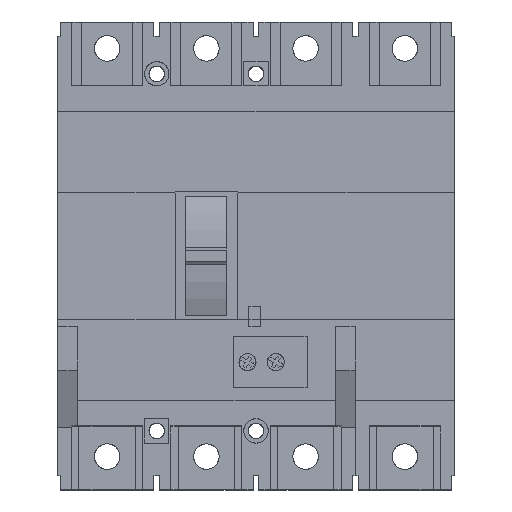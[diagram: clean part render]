
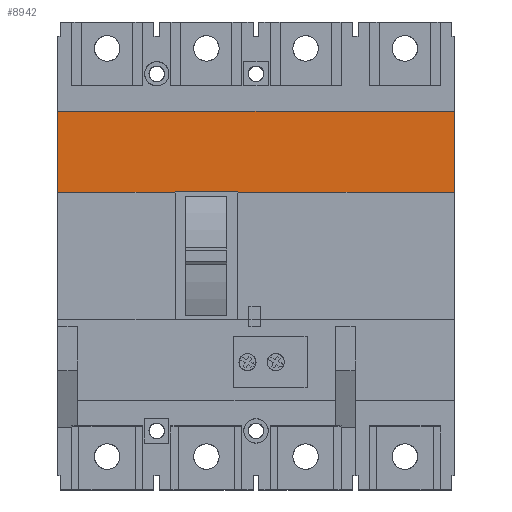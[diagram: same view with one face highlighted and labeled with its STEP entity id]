
A CAD part, top view. The second image highlights one B-rep face of the part: STEP entity #8942.
In plain terms, the highlighted free-form (B-spline) face has degree [1, 1] with [2, 2] control points.
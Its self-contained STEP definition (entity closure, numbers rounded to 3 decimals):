
#8942 = ADVANCED_FACE('',(#8943),#8957,.T.);
#8943 = FACE_BOUND('',#8944,.T.);
#8944 = EDGE_LOOP('',(#8945,#8967,#8982,#8997));
#8945 = ORIENTED_EDGE('',*,*,#8946,.T.);
#8946 = EDGE_CURVE('',#8947,#8949,#8951,.T.);
#8947 = VERTEX_POINT('',#8948);
#8948 = CARTESIAN_POINT('',(-72.389,17.723,30.)
  );
#8949 = VERTEX_POINT('',#8950);
#8950 = CARTESIAN_POINT('',(-72.389,46.223,30.)
  );
#8951 = SURFACE_CURVE('',#8952,(#8956),.PCURVE_S1.);
#8952 = LINE('',#8953,#8954);
#8953 = CARTESIAN_POINT('',(-72.389,17.723,30.)
  );
#8954 = VECTOR('',#8955,1.);
#8955 = DIRECTION('',(0.,1.,0.));
#8956 = PCURVE('',#8957,#8962);
#8957 = B_SPLINE_SURFACE_WITH_KNOTS('',1,1,(
    (#8958,#8959)
    ,(#8960,#8961
    )),.UNSPECIFIED.,.F.,.F.,.F.,(2,2),(2,2),(0.,1.),(0.,1.),
  .PIECEWISE_BEZIER_KNOTS.);
#8958 = CARTESIAN_POINT('',(67.611,17.723,30.)
  );
#8959 = CARTESIAN_POINT('',(67.611,46.223,30.)
  );
#8960 = CARTESIAN_POINT('',(-72.389,17.723,30.)
  );
#8961 = CARTESIAN_POINT('',(-72.389,46.223,30.)
  );
#8962 = DEFINITIONAL_REPRESENTATION('',(#8963),#8966);
#8963 = B_SPLINE_CURVE_WITH_KNOTS('',1,(#8964,#8965),.UNSPECIFIED.,.F.,
  .F.,(2,2),(0.,28.5),.PIECEWISE_BEZIER_KNOTS.);
#8964 = CARTESIAN_POINT('',(1.,0.));
#8965 = CARTESIAN_POINT('',(1.,1.));
#8966 = ( GEOMETRIC_REPRESENTATION_CONTEXT(2) 
PARAMETRIC_REPRESENTATION_CONTEXT() REPRESENTATION_CONTEXT('2D SPACE',''
  ) );
#8967 = ORIENTED_EDGE('',*,*,#8968,.T.);
#8968 = EDGE_CURVE('',#8949,#8969,#8971,.T.);
#8969 = VERTEX_POINT('',#8970);
#8970 = CARTESIAN_POINT('',(67.611,46.223,30.)
  );
#8971 = SURFACE_CURVE('',#8972,(#8976),.PCURVE_S1.);
#8972 = LINE('',#8973,#8974);
#8973 = CARTESIAN_POINT('',(-72.389,46.223,30.)
  );
#8974 = VECTOR('',#8975,1.);
#8975 = DIRECTION('',(1.,0.,0.));
#8976 = PCURVE('',#8957,#8977);
#8977 = DEFINITIONAL_REPRESENTATION('',(#8978),#8981);
#8978 = B_SPLINE_CURVE_WITH_KNOTS('',1,(#8979,#8980),.UNSPECIFIED.,.F.,
  .F.,(2,2),(0.,140.),.PIECEWISE_BEZIER_KNOTS.);
#8979 = CARTESIAN_POINT('',(1.,1.));
#8980 = CARTESIAN_POINT('',(0.,1.));
#8981 = ( GEOMETRIC_REPRESENTATION_CONTEXT(2) 
PARAMETRIC_REPRESENTATION_CONTEXT() REPRESENTATION_CONTEXT('2D SPACE',''
  ) );
#8982 = ORIENTED_EDGE('',*,*,#8983,.T.);
#8983 = EDGE_CURVE('',#8969,#8984,#8986,.T.);
#8984 = VERTEX_POINT('',#8985);
#8985 = CARTESIAN_POINT('',(67.611,17.723,30.)
  );
#8986 = SURFACE_CURVE('',#8987,(#8991),.PCURVE_S1.);
#8987 = LINE('',#8988,#8989);
#8988 = CARTESIAN_POINT('',(67.611,46.223,30.)
  );
#8989 = VECTOR('',#8990,1.);
#8990 = DIRECTION('',(0.,-1.,0.));
#8991 = PCURVE('',#8957,#8992);
#8992 = DEFINITIONAL_REPRESENTATION('',(#8993),#8996);
#8993 = B_SPLINE_CURVE_WITH_KNOTS('',1,(#8994,#8995),.UNSPECIFIED.,.F.,
  .F.,(2,2),(0.,28.5),.PIECEWISE_BEZIER_KNOTS.);
#8994 = CARTESIAN_POINT('',(0.,1.));
#8995 = CARTESIAN_POINT('',(0.,0.));
#8996 = ( GEOMETRIC_REPRESENTATION_CONTEXT(2) 
PARAMETRIC_REPRESENTATION_CONTEXT() REPRESENTATION_CONTEXT('2D SPACE',''
  ) );
#8997 = ORIENTED_EDGE('',*,*,#8998,.T.);
#8998 = EDGE_CURVE('',#8984,#8947,#8999,.T.);
#8999 = SURFACE_CURVE('',#9000,(#9004),.PCURVE_S1.);
#9000 = LINE('',#9001,#9002);
#9001 = CARTESIAN_POINT('',(67.611,17.723,30.)
  );
#9002 = VECTOR('',#9003,1.);
#9003 = DIRECTION('',(-1.,0.,0.));
#9004 = PCURVE('',#8957,#9005);
#9005 = DEFINITIONAL_REPRESENTATION('',(#9006),#9009);
#9006 = B_SPLINE_CURVE_WITH_KNOTS('',1,(#9007,#9008),.UNSPECIFIED.,.F.,
  .F.,(2,2),(0.,140.),.PIECEWISE_BEZIER_KNOTS.);
#9007 = CARTESIAN_POINT('',(0.,0.));
#9008 = CARTESIAN_POINT('',(1.,0.));
#9009 = ( GEOMETRIC_REPRESENTATION_CONTEXT(2) 
PARAMETRIC_REPRESENTATION_CONTEXT() REPRESENTATION_CONTEXT('2D SPACE',''
  ) );
